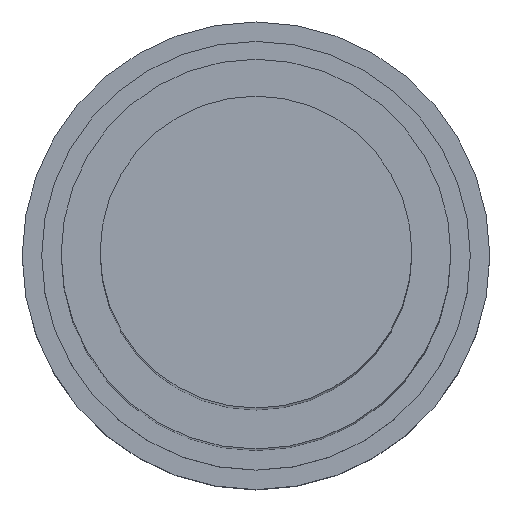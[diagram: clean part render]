
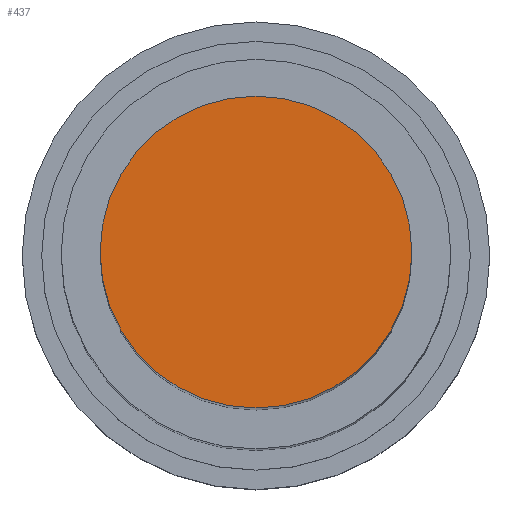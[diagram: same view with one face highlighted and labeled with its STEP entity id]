
A CAD part, top view. The second image highlights one B-rep face of the part: STEP entity #437.
In plain terms, the highlighted planar face has unit normal (0, 0, 1).
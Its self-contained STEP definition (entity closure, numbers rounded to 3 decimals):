
#179=CARTESIAN_POINT('',(0.,0.,60.));
#180=DIRECTION('',(0.,0.,1.));
#181=DIRECTION('',(1.,0.,0.));
#182=AXIS2_PLACEMENT_3D('',#179,#180,#181);
#184=CARTESIAN_POINT('',(0.,0.,60.));
#185=DIRECTION('',(0.,0.,1.));
#186=DIRECTION('',(-1.,0.,0.));
#187=AXIS2_PLACEMENT_3D('',#184,#185,#186);
#205=CARTESIAN_POINT('',(4.,0.,60.));
#206=CARTESIAN_POINT('',(-4.,0.,60.));
#207=VERTEX_POINT('',#205);
#208=VERTEX_POINT('',#206);
#428=CARTESIAN_POINT('',(0.,0.,60.));
#429=DIRECTION('',(0.,0.,1.));
#430=DIRECTION('',(1.,0.,0.));
#431=AXIS2_PLACEMENT_3D('',#428,#429,#430);
#432=PLANE('',#431);
#433=ORIENTED_EDGE('',*,*,#394,.F.);
#434=ORIENTED_EDGE('',*,*,#415,.F.);
#435=EDGE_LOOP('',(#433,#434));
#436=FACE_OUTER_BOUND('',#435,.F.);
#437=ADVANCED_FACE('',(#436),#432,.T.);
#183=CIRCLE('',#182,4.);
#188=CIRCLE('',#187,4.);
#394=EDGE_CURVE('',#207,#208,#183,.T.);
#415=EDGE_CURVE('',#208,#207,#188,.T.);
